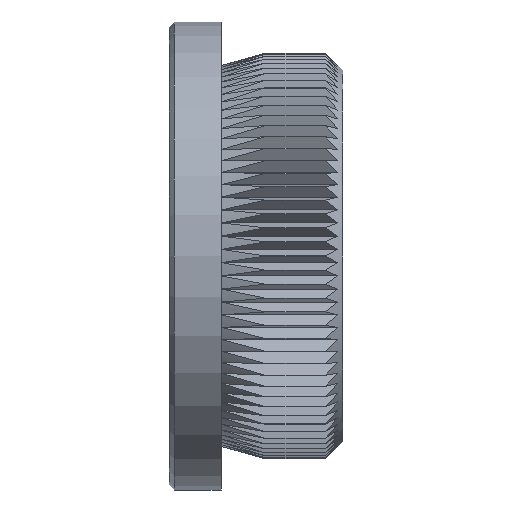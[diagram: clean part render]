
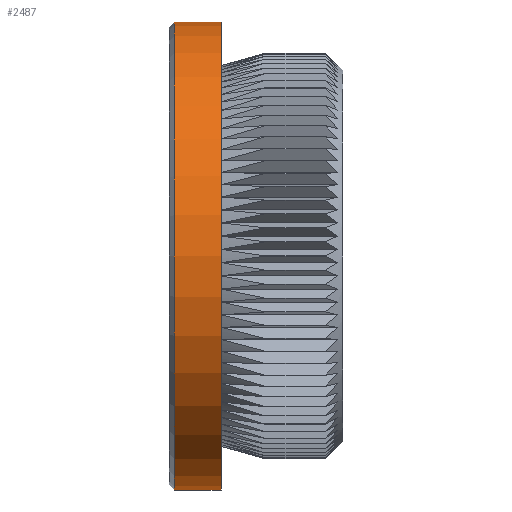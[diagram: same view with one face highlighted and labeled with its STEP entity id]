
A CAD part, left-side view. The second image highlights one B-rep face of the part: STEP entity #2487.
In plain terms, the highlighted cylindrical face has radius 13.45 mm (diameter 26.9 mm), a partial arc.
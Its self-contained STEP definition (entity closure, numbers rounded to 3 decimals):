
#504 = CARTESIAN_POINT ( 'NONE',  ( 0., 0., 13.45 ) ) ;
#648 = DIRECTION ( 'NONE',  ( 0., 0., -1. ) ) ;
#844 = AXIS2_PLACEMENT_3D ( 'NONE', #19066, #10944, #23009 ) ;
#2189 = CIRCLE ( 'NONE', #22155, 13.45 ) ;
#2487 = ADVANCED_FACE ( 'NONE', ( #13769 ), #8980, .T. ) ;
#2616 = LINE ( 'NONE', #504, #9039 ) ;
#3203 = AXIS2_PLACEMENT_3D ( 'NONE', #16776, #10703, #648 ) ;
#3612 = ORIENTED_EDGE ( 'NONE', *, *, #11342, .F. ) ;
#5470 = ORIENTED_EDGE ( 'NONE', *, *, #13873, .T. ) ;
#5708 = CARTESIAN_POINT ( 'NONE',  ( 0., 7., 13.45 ) ) ;
#6740 = EDGE_CURVE ( 'NONE', #19255, #19589, #11637, .T. ) ;
#7282 = LINE ( 'NONE', #23006, #24248 ) ;
#7877 = EDGE_CURVE ( 'NONE', #19255, #12721, #2616, .T. ) ;
#8980 = CYLINDRICAL_SURFACE ( 'NONE', #3203, 13.45 ) ;
#9039 = VECTOR ( 'NONE', #11012, 1000. ) ;
#9520 = ORIENTED_EDGE ( 'NONE', *, *, #7877, .F. ) ;
#10703 = DIRECTION ( 'NONE',  ( 0., -1., 0. ) ) ;
#10944 = DIRECTION ( 'NONE',  ( 0., -1., 0. ) ) ;
#11012 = DIRECTION ( 'NONE',  ( 0., -1., 0. ) ) ;
#11342 = EDGE_CURVE ( 'NONE', #12721, #25108, #2189, .T. ) ;
#11637 = CIRCLE ( 'NONE', #844, 13.45 ) ;
#12721 = VERTEX_POINT ( 'NONE', #5708 ) ;
#13769 = FACE_OUTER_BOUND ( 'NONE', #16679, .T. ) ;
#13873 = EDGE_CURVE ( 'NONE', #19589, #25108, #7282, .T. ) ;
#14074 = CARTESIAN_POINT ( 'NONE',  ( 0., 7., -13.45 ) ) ;
#15276 = CARTESIAN_POINT ( 'NONE',  ( 0., 9.7, -13.45 ) ) ;
#16679 = EDGE_LOOP ( 'NONE', ( #9520, #26035, #5470, #3612 ) ) ;
#16776 = CARTESIAN_POINT ( 'NONE',  ( 0., 0., 0. ) ) ;
#18001 = CARTESIAN_POINT ( 'NONE',  ( 0., 7., 0. ) ) ;
#19066 = CARTESIAN_POINT ( 'NONE',  ( 0., 9.7, 0. ) ) ;
#19255 = VERTEX_POINT ( 'NONE', #21964 ) ;
#19589 = VERTEX_POINT ( 'NONE', #15276 ) ;
#21964 = CARTESIAN_POINT ( 'NONE',  ( 0., 9.7, 13.45 ) ) ;
#22155 = AXIS2_PLACEMENT_3D ( 'NONE', #18001, #26199, #24072 ) ;
#23006 = CARTESIAN_POINT ( 'NONE',  ( 0., 0., -13.45 ) ) ;
#23009 = DIRECTION ( 'NONE',  ( 0., 0., 1. ) ) ;
#23168 = DIRECTION ( 'NONE',  ( 0., -1., 0. ) ) ;
#24072 = DIRECTION ( 'NONE',  ( 0., 0., -1. ) ) ;
#24248 = VECTOR ( 'NONE', #23168, 1000. ) ;
#25108 = VERTEX_POINT ( 'NONE', #14074 ) ;
#26035 = ORIENTED_EDGE ( 'NONE', *, *, #6740, .T. ) ;
#26199 = DIRECTION ( 'NONE',  ( 0., -1., 0. ) ) ;
